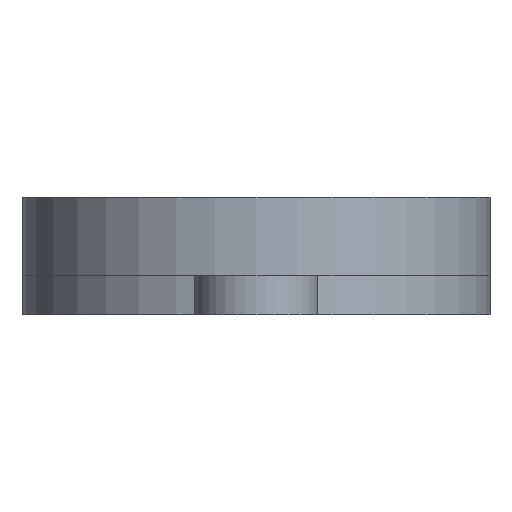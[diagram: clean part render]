
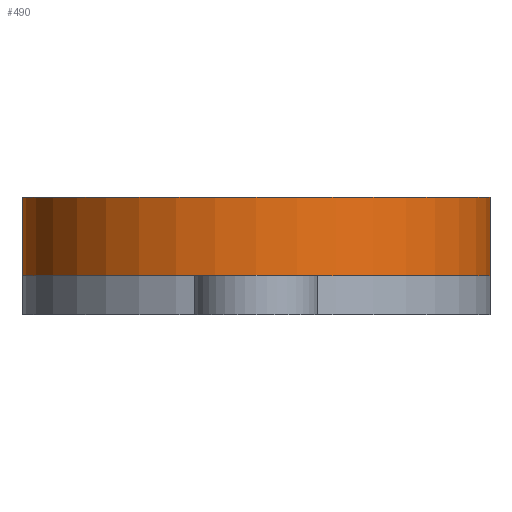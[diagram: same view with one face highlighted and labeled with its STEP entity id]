
A CAD part, front view. The second image highlights one B-rep face of the part: STEP entity #490.
In plain terms, the highlighted cylindrical face has radius 15 mm (diameter 30 mm), a partial arc.
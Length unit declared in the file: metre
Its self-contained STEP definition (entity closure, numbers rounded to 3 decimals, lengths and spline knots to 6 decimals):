
#52=LINE('',#818,#70);
#56=LINE('',#825,#74);
#70=VECTOR('',#653,1.);
#74=VECTOR('',#659,1.);
#119=ORIENTED_EDGE('',*,*,#238,.T.);
#120=ORIENTED_EDGE('',*,*,#232,.F.);
#121=ORIENTED_EDGE('',*,*,#237,.F.);
#122=ORIENTED_EDGE('',*,*,#228,.T.);
#228=EDGE_CURVE('',#291,#290,#52,.T.);
#232=EDGE_CURVE('',#292,#293,#56,.T.);
#237=EDGE_CURVE('',#291,#292,#331,.T.);
#238=EDGE_CURVE('',#290,#293,#332,.T.);
#290=VERTEX_POINT('',#817);
#291=VERTEX_POINT('',#819);
#292=VERTEX_POINT('',#824);
#293=VERTEX_POINT('',#826);
#331=CIRCLE('',#555,0.015);
#332=CIRCLE('',#557,0.015);
#367=EDGE_LOOP('',(#119,#120,#121,#122));
#423=FACE_BOUND('',#367,.T.);
#472=CYLINDRICAL_SURFACE('',#556,0.015);
#490=ADVANCED_FACE('',(#423),#472,.T.);
#555=AXIS2_PLACEMENT_3D('',#833,#669,#670);
#556=AXIS2_PLACEMENT_3D('',#834,#671,#672);
#557=AXIS2_PLACEMENT_3D('',#835,#673,#674);
#653=DIRECTION('',(0.,0.,-1.));
#659=DIRECTION('',(0.,0.,-1.));
#669=DIRECTION('',(0.,0.,1.));
#670=DIRECTION('',(1.,0.,0.));
#671=DIRECTION('',(0.,0.,-1.));
#672=DIRECTION('',(-1.,0.,0.));
#673=DIRECTION('',(0.,0.,1.));
#674=DIRECTION('',(1.,0.,0.));
#817=CARTESIAN_POINT('',(-0.015,0.2,0.005));
#818=CARTESIAN_POINT('',(-0.015,0.2,0.01));
#819=CARTESIAN_POINT('',(-0.015,0.2,0.01));
#824=CARTESIAN_POINT('',(0.015,0.2,0.01));
#825=CARTESIAN_POINT('',(0.015,0.2,0.01));
#826=CARTESIAN_POINT('',(0.015,0.2,0.005));
#833=CARTESIAN_POINT('',(0.,0.2,0.01));
#834=CARTESIAN_POINT('',(0.,0.2,0.01));
#835=CARTESIAN_POINT('',(0.,0.2,0.005));
